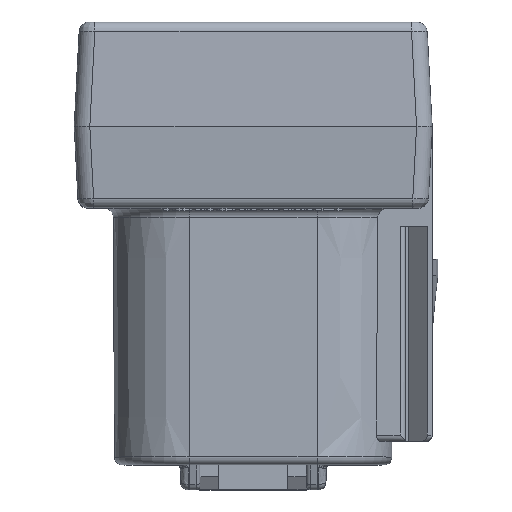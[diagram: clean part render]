
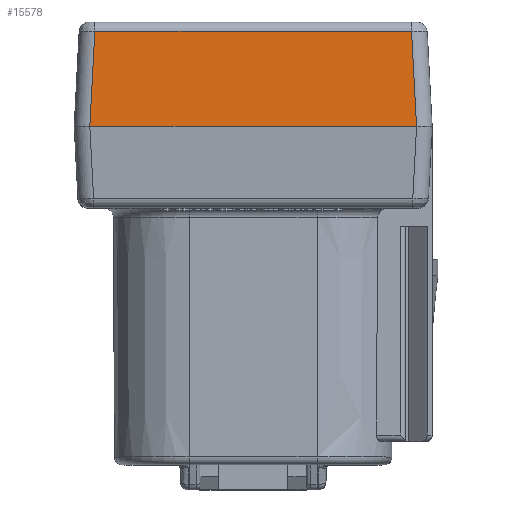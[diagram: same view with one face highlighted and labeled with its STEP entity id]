
A CAD part, top view. The second image highlights one B-rep face of the part: STEP entity #15578.
In plain terms, the highlighted planar face has unit normal (0, 0.052, 0.999).
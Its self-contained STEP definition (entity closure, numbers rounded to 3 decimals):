
#2665=DIRECTION('',(1.,0.,0.));
#2666=VECTOR('',#2665,24.269);
#2667=CARTESIAN_POINT('',(-12.135,33.199,13.588));
#2668=LINE('',#2667,#2666);
#2669=DIRECTION('',(0.052,-0.997,0.052));
#2670=VECTOR('',#2669,7.309);
#2671=CARTESIAN_POINT('',(12.135,33.199,13.588));
#2672=LINE('',#2671,#2670);
#2673=DIRECTION('',(1.,0.,0.));
#2674=VECTOR('',#2673,25.033);
#2675=CARTESIAN_POINT('',(-12.517,25.91,13.97));
#2676=LINE('',#2675,#2674);
#2677=DIRECTION('',(-0.052,-0.997,0.052));
#2678=VECTOR('',#2677,7.309);
#2679=CARTESIAN_POINT('',(-12.135,33.199,13.588));
#2680=LINE('',#2679,#2678);
#10042=CARTESIAN_POINT('',(-12.135,33.199,
13.588));
#10043=CARTESIAN_POINT('',(12.135,33.199,13.588));
#10044=VERTEX_POINT('',#10042);
#10045=VERTEX_POINT('',#10043);
#10052=CARTESIAN_POINT('',(-12.517,25.91,13.97));
#10053=VERTEX_POINT('',#10052);
#10062=CARTESIAN_POINT('',(12.517,25.91,13.97));
#10063=VERTEX_POINT('',#10062);
#15564=CARTESIAN_POINT('',(-13.715,25.91,13.97));
#15565=DIRECTION('',(0.,-0.052,-0.999));
#15566=DIRECTION('',(0.,0.999,-0.052));
#15567=AXIS2_PLACEMENT_3D('',#15564,#15565,#15566);
#15568=PLANE('',#15567);
#15570=ORIENTED_EDGE('',*,*,#15569,.T.);
#15571=ORIENTED_EDGE('',*,*,#15554,.T.);
#15573=ORIENTED_EDGE('',*,*,#15572,.F.);
#15575=ORIENTED_EDGE('',*,*,#15574,.F.);
#15576=EDGE_LOOP('',(#15570,#15571,#15573,#15575));
#15577=FACE_OUTER_BOUND('',#15576,.F.);
#15578=ADVANCED_FACE('',(#15577),#15568,.F.);
#15554=EDGE_CURVE('',#10045,#10063,#2672,.T.);
#15569=EDGE_CURVE('',#10044,#10045,#2668,.T.);
#15572=EDGE_CURVE('',#10053,#10063,#2676,.T.);
#15574=EDGE_CURVE('',#10044,#10053,#2680,.T.);
